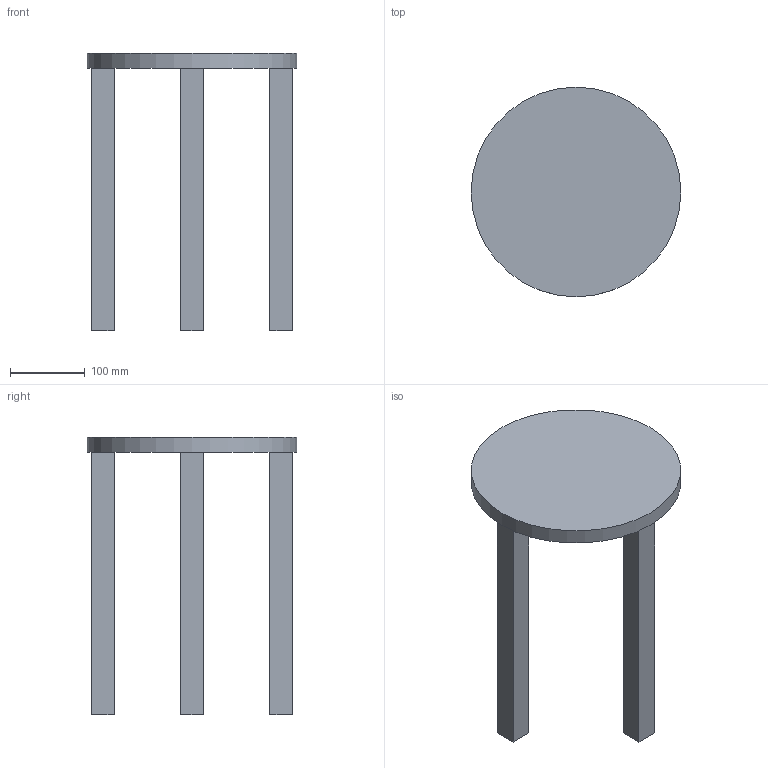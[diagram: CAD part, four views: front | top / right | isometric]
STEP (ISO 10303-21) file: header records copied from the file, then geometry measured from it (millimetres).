
FILE_DESCRIPTION(('Open CASCADE Model'),'2;1');
FILE_NAME('Open CASCADE Shape Model','2025-05-20T23:53:52',('Author'),( 'Open CASCADE'),'Open CASCADE STEP processor 7.8','Open CASCADE 7.8' ,'Unknown');
FILE_SCHEMA(('AUTOMOTIVE_DESIGN { 1 0 10303 214 1 1 1 1 }'));
Length unit declared in the file: millimetre
Products named in the file (12): 896b8ca8-35bc-11f0-8198-78af08feb68a; TabureUstu; TabureUstu_part; Ayak_1; Ayak_1_part; Ayak_2; Ayak_2_part; Ayak_3; Ayak_3_part; Ayak_4; Ayak_4_part
Assembly tree (11 placements, depth 4):
  896b8ca8-35bc-11f0-8198-78af08feb68a
    896b8ca8-35bc-11f0-8198-78af08feb68a
      TabureUstu
        TabureUstu_part
      Ayak_1
        Ayak_1_part
      Ayak_2
        Ayak_2_part
      Ayak_3
        Ayak_3_part
      Ayak_4
        Ayak_4_part
Bounding box: 280 x 280 x 370 mm (x, y, z)
Volume: 2481608.3 mm3; surface area: 322540.7 mm2
Topology: 5 solids, 5 shells, 35 faces, 63 edges, 42 vertices
Faces by surface type: plane 30, cylinder 5
Full cylindrical faces by diameter (mm): 6 x4, 280 x1
Entity records: 1908 total; most frequent: DIRECTION 293, CARTESIAN_POINT 278, LINE 169, VECTOR 169, ORIENTED_EDGE 126, PCURVE 126, DEFINITIONAL_REPRESENTATION 126, EDGE_CURVE 63
